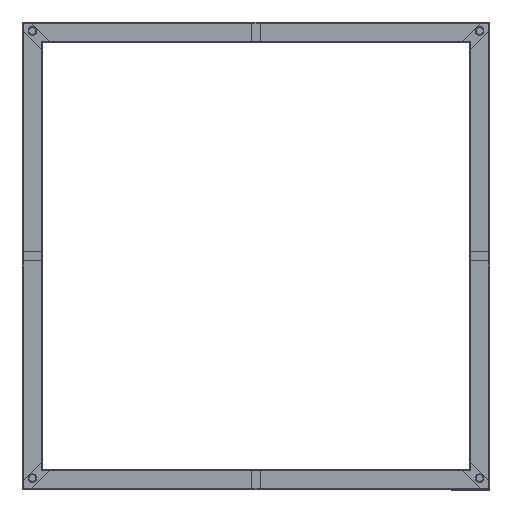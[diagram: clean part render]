
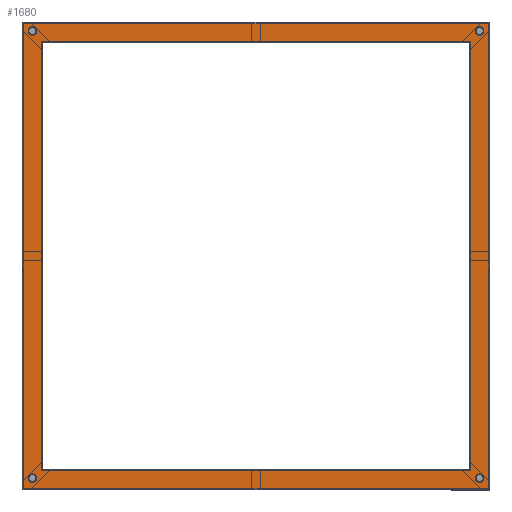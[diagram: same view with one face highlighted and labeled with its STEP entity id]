
A CAD part, top view. The second image highlights one B-rep face of the part: STEP entity #1680.
In plain terms, the highlighted face is planar.
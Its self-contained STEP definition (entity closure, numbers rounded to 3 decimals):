
#90=FACE_BOUND('',#309,.T.);
#91=FACE_BOUND('',#310,.T.);
#92=FACE_BOUND('',#311,.T.);
#93=FACE_BOUND('',#312,.T.);
#94=FACE_BOUND('',#313,.T.);
#122=PLANE('',#1881);
#200=FACE_OUTER_BOUND('',#308,.T.);
#308=EDGE_LOOP('',(#1226,#1227,#1228,#1229));
#309=EDGE_LOOP('',(#1230));
#310=EDGE_LOOP('',(#1231));
#311=EDGE_LOOP('',(#1232));
#312=EDGE_LOOP('',(#1233));
#313=EDGE_LOOP('',(#1234,#1235,#1236,#1237));
#424=LINE('',#2598,#596);
#426=LINE('',#2606,#598);
#429=LINE('',#2615,#601);
#430=LINE('',#2617,#602);
#437=LINE('',#2632,#609);
#438=LINE('',#2634,#610);
#439=LINE('',#2636,#611);
#440=LINE('',#2637,#612);
#596=VECTOR('',#2075,10.);
#598=VECTOR('',#2083,10.);
#601=VECTOR('',#2092,10.);
#602=VECTOR('',#2095,10.);
#609=VECTOR('',#2108,10.);
#610=VECTOR('',#2109,10.);
#611=VECTOR('',#2110,10.);
#612=VECTOR('',#2111,10.);
#764=CIRCLE('',#1856,1.5);
#766=CIRCLE('',#1860,1.5);
#768=CIRCLE('',#1864,1.5);
#770=CIRCLE('',#1868,1.5);
#812=VERTEX_POINT('',#2568);
#814=VERTEX_POINT('',#2575);
#816=VERTEX_POINT('',#2582);
#818=VERTEX_POINT('',#2589);
#820=VERTEX_POINT('',#2596);
#821=VERTEX_POINT('',#2597);
#824=VERTEX_POINT('',#2605);
#827=VERTEX_POINT('',#2613);
#831=VERTEX_POINT('',#2630);
#832=VERTEX_POINT('',#2631);
#833=VERTEX_POINT('',#2633);
#834=VERTEX_POINT('',#2635);
#954=EDGE_CURVE('',#812,#812,#764,.T.);
#957=EDGE_CURVE('',#814,#814,#766,.T.);
#960=EDGE_CURVE('',#816,#816,#768,.T.);
#963=EDGE_CURVE('',#818,#818,#770,.T.);
#966=EDGE_CURVE('',#820,#821,#424,.T.);
#970=EDGE_CURVE('',#821,#824,#426,.T.);
#975=EDGE_CURVE('',#827,#820,#429,.T.);
#976=EDGE_CURVE('',#824,#827,#430,.T.);
#983=EDGE_CURVE('',#831,#832,#437,.T.);
#984=EDGE_CURVE('',#833,#831,#438,.T.);
#985=EDGE_CURVE('',#834,#833,#439,.T.);
#986=EDGE_CURVE('',#832,#834,#440,.T.);
#1226=ORIENTED_EDGE('',*,*,#983,.F.);
#1227=ORIENTED_EDGE('',*,*,#984,.F.);
#1228=ORIENTED_EDGE('',*,*,#985,.F.);
#1229=ORIENTED_EDGE('',*,*,#986,.F.);
#1230=ORIENTED_EDGE('',*,*,#954,.T.);
#1231=ORIENTED_EDGE('',*,*,#957,.T.);
#1232=ORIENTED_EDGE('',*,*,#960,.T.);
#1233=ORIENTED_EDGE('',*,*,#963,.T.);
#1234=ORIENTED_EDGE('',*,*,#966,.F.);
#1235=ORIENTED_EDGE('',*,*,#975,.F.);
#1236=ORIENTED_EDGE('',*,*,#976,.F.);
#1237=ORIENTED_EDGE('',*,*,#970,.F.);
#1680=ADVANCED_FACE('',(#200,#90,#91,#92,#93,#94),#122,.F.);
#1856=AXIS2_PLACEMENT_3D('',#2569,#2039,#2040);
#1860=AXIS2_PLACEMENT_3D('',#2576,#2048,#2049);
#1864=AXIS2_PLACEMENT_3D('',#2583,#2057,#2058);
#1868=AXIS2_PLACEMENT_3D('',#2590,#2066,#2067);
#1881=AXIS2_PLACEMENT_3D('',#2629,#2106,#2107);
#2039=DIRECTION('center_axis',(0.,0.,1.));
#2040=DIRECTION('ref_axis',(-1.,0.,0.));
#2048=DIRECTION('center_axis',(0.,0.,1.));
#2049=DIRECTION('ref_axis',(-1.,0.,0.));
#2057=DIRECTION('center_axis',(0.,0.,1.));
#2058=DIRECTION('ref_axis',(-1.,0.,0.));
#2066=DIRECTION('center_axis',(0.,0.,1.));
#2067=DIRECTION('ref_axis',(-1.,0.,0.));
#2075=DIRECTION('',(-1.,0.,0.));
#2083=DIRECTION('',(0.,1.,0.));
#2092=DIRECTION('',(0.,-1.,0.));
#2095=DIRECTION('',(1.,0.,0.));
#2106=DIRECTION('center_axis',(0.,0.,1.));
#2107=DIRECTION('ref_axis',(1.,0.,0.));
#2108=DIRECTION('',(1.,0.,0.));
#2109=DIRECTION('',(0.,-1.,0.));
#2110=DIRECTION('',(-1.,0.,0.));
#2111=DIRECTION('',(0.,1.,0.));
#2568=CARTESIAN_POINT('',(-285.25,286.75,0.));
#2569=CARTESIAN_POINT('Origin',(-286.75,286.75,0.));
#2575=CARTESIAN_POINT('',(288.25,-286.75,0.));
#2576=CARTESIAN_POINT('Origin',(286.75,-286.75,0.));
#2582=CARTESIAN_POINT('',(288.25,286.75,0.));
#2583=CARTESIAN_POINT('Origin',(286.75,286.75,0.));
#2589=CARTESIAN_POINT('',(-285.25,-286.75,0.));
#2590=CARTESIAN_POINT('Origin',(-286.75,-286.75,0.));
#2596=CARTESIAN_POINT('',(274.25,-274.25,0.));
#2597=CARTESIAN_POINT('',(-274.25,-274.25,0.));
#2598=CARTESIAN_POINT('',(-136.75,-274.25,0.));
#2605=CARTESIAN_POINT('',(-274.25,274.25,0.));
#2606=CARTESIAN_POINT('',(-274.25,136.75,0.));
#2613=CARTESIAN_POINT('',(274.25,274.25,0.));
#2615=CARTESIAN_POINT('',(274.25,-136.75,0.));
#2617=CARTESIAN_POINT('',(136.75,274.25,0.));
#2629=CARTESIAN_POINT('Origin',(0.,0.,
0.));
#2630=CARTESIAN_POINT('',(-299.25,-299.25,0.));
#2631=CARTESIAN_POINT('',(299.25,-299.25,0.));
#2632=CARTESIAN_POINT('',(-150.,-299.25,0.));
#2633=CARTESIAN_POINT('',(-299.25,299.25,0.));
#2634=CARTESIAN_POINT('',(-299.25,150.,0.));
#2635=CARTESIAN_POINT('',(299.25,299.25,0.));
#2636=CARTESIAN_POINT('',(150.,299.25,0.));
#2637=CARTESIAN_POINT('',(299.25,-150.,0.));
